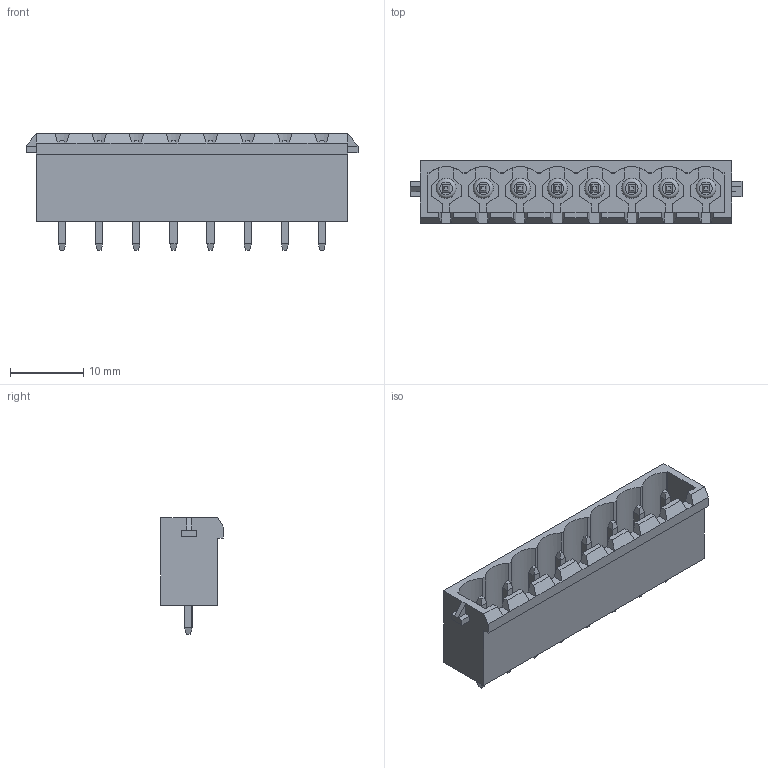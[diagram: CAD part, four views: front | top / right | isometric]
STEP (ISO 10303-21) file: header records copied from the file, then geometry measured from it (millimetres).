
FILE_DESCRIPTION(/* description */ ('Unknown'),/* implementation_level */ '2;1');
FILE_NAME(/* name */ '691305530008',/* time_stamp */ '2018-04-26T08:30:01+02:00',/* author */ ('Unknown'),/* organization */ ('Unknown'),/* preprocessor_version */ 'ST-DEVELOPER v16.7',/* originating_system */ 'DEX',/* authorisation */ $);
FILE_SCHEMA (('AUTOMOTIVE_DESIGN {1 0 10303 214 3 1 1}'));
Length unit declared in the file: millimetre
Products named in the file (3): 6913055300xx; 691305530008; 6913055300xx_PIN
Assembly tree (9 placements, depth 2):
  6913055300xx
    691305530008
    6913055300xx_PIN  x8
Bounding box: 45.44 x 8.6 x 16 mm (x, y, z)
Volume: 1656.3 mm3; surface area: 4012.8 mm2
Topology: 9 solids, 9 shells, 409 faces, 1085 edges, 694 vertices
Faces by surface type: plane 385, cylinder 16, torus 8
Full cylindrical faces by diameter (mm): 2.75 x8
Entity records: 9955 total; most frequent: CARTESIAN_POINT 1760, ORIENTED_EDGE 1730, DIRECTION 1563, EDGE_CURVE 865, LINE 809, VECTOR 809, VERTEX_POINT 574, AXIS2_PLACEMENT_3D 377
